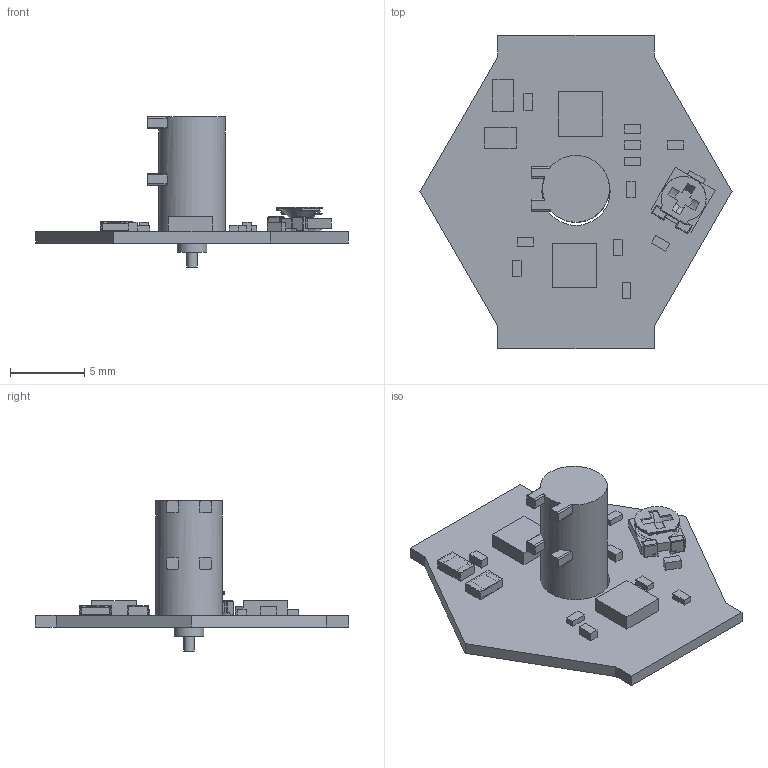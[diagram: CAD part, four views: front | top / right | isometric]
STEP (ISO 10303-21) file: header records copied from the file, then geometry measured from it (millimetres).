
FILE_DESCRIPTION(('Open CASCADE Model'),'2;1');
FILE_NAME('Open CASCADE Shape Model','2021-06-17T16:17:29',('Author'),( 'Open CASCADE'),'Open CASCADE STEP processor 6.8','Open CASCADE 6.8' ,'Unknown');
FILE_SCHEMA(('AUTOMOTIVE_DESIGN { 1 0 10303 214 1 1 1 1 }'));
Length unit declared in the file: millimetre
Products named in the file (36): PCB; Board; R8; 绣玷耱铕_镥疱戾眄_SMD; C2; 788200168; Extruded; C1; C3; 788200032; C4; DD1; 390085456; DD2; R1; 788199896; R2; 788199760; R3; R4; User_Library-CR2012-0805; 788194048; R5; R6; R7; 788193640; R9; R10; Free-Models; Øàãîâûé_äâèãàòåëü
Assembly tree (44 placements, depth 4):
  PCB
    Board
    R8
      绣玷耱铕_镥疱戾眄_SMD
    C2
      788200168
        Extruded
    C1
      788200168
        Extruded
    C3
      788200032
        Extruded
    C4
      788200168
        Extruded
    DD1
      390085456
        Extruded
    DD2
      390085456
        Extruded
    R1
      788199896
        Extruded
    R2
      788199760
        Extruded
    R3
      788199760
        Extruded
    R4
      User_Library-CR2012-0805
      788194048
        Extruded
    R5
      788199896
        Extruded
    R6
      788199896
        Extruded
    R7
      User_Library-CR2012-0805
      788193640
        Extruded
    R9
      788199896
        Extruded
    R10
      788199896
        Extruded
    Free-Models
      Øàãîâûé_äâèãàòåëü
Bounding box: 21 x 21.1 x 10.1 mm (x, y, z)
Volume: 414.7 mm3; surface area: 1045.4 mm2
Topology: 26 solids, 26 shells, 371 faces, 919 edges, 601 vertices
Faces by surface type: plane 289, cylinder 47, bspline 26, cone 5, sphere 4
Full cylindrical faces by diameter (mm): 0.7 x1, 2 x1, 4.5 x1, 4.6 x1
Entity records: 30328 total; most frequent: CARTESIAN_POINT 15591, DIRECTION 2261, ORIENTED_EDGE 1446, PCURVE 1446, DEFINITIONAL_REPRESENTATION 1446, LINE 1428, VECTOR 1428, EDGE_CURVE 723
